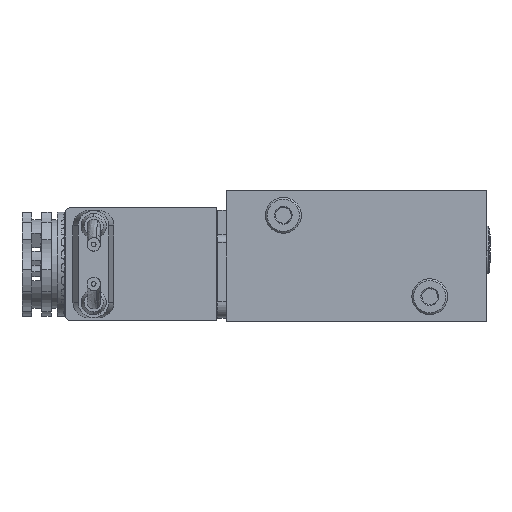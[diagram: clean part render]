
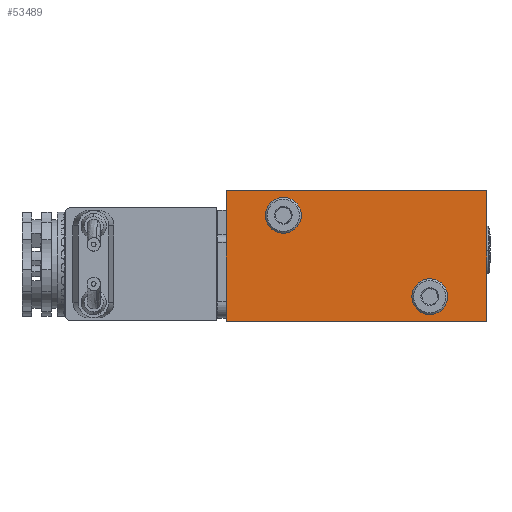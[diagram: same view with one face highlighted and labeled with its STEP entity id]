
A CAD part, left-side view. The second image highlights one B-rep face of the part: STEP entity #53489.
In plain terms, the highlighted planar face has unit normal (-1, 0, 0).
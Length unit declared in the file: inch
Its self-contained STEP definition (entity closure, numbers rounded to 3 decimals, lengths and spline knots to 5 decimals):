
#23 = DIRECTION ( 'NONE',  ( 1., 0., 0. ) ) ;
#809 = DIRECTION ( 'NONE',  ( 0., 0., 1. ) ) ;
#1780 = AXIS2_PLACEMENT_3D ( 'NONE', #33360, #13470, #84364 ) ;
#3344 = DIRECTION ( 'NONE',  ( 1., 0., 0. ) ) ;
#3698 = CARTESIAN_POINT ( 'NONE',  ( -2.63737, 1.73189, 2.86021 ) ) ;
#3752 = ORIENTED_EDGE ( 'NONE', *, *, #5096, .F. ) ;
#4075 = VECTOR ( 'NONE', #60383, 39.37008 ) ;
#5096 = EDGE_CURVE ( 'NONE', #70531, #44170, #10405, .T. ) ;
#5466 = LINE ( 'NONE', #109123, #116205 ) ;
#8467 = CARTESIAN_POINT ( 'NONE',  ( -2.63737, 0.60689, 2.48324 ) ) ;
#8624 = CARTESIAN_POINT ( 'NONE',  ( -2.63737, 0.60689, 2.23521 ) ) ;
#10405 = LINE ( 'NONE', #21033, #4075 ) ;
#10617 = VERTEX_POINT ( 'NONE', #3698 ) ;
#12063 = EDGE_CURVE ( 'NONE', #10617, #18388, #98380, .T. ) ;
#12563 = VERTEX_POINT ( 'NONE', #8624 ) ;
#12570 = ORIENTED_EDGE ( 'NONE', *, *, #16824, .T. ) ;
#13470 = DIRECTION ( 'NONE',  ( 1., 0., 0. ) ) ;
#14054 = EDGE_LOOP ( 'NONE', ( #12570, #117709 ) ) ;
#16824 = EDGE_CURVE ( 'NONE', #65738, #12563, #99211, .T. ) ;
#18388 = VERTEX_POINT ( 'NONE', #120315 ) ;
#20605 = LINE ( 'NONE', #24632, #75982 ) ;
#21033 = CARTESIAN_POINT ( 'NONE',  ( -2.63737, 2.16939, 2.67172 ) ) ;
#21555 = DIRECTION ( 'NONE',  ( 0., 1., 0. ) ) ;
#24632 = CARTESIAN_POINT ( 'NONE',  ( -2.63737, 1.16939, 3.17172 ) ) ;
#25474 = CARTESIAN_POINT ( 'NONE',  ( -2.63737, 0.16939, 2.67172 ) ) ;
#25929 = FACE_BOUND ( 'NONE', #76906, .T. ) ;
#33360 = CARTESIAN_POINT ( 'NONE',  ( -2.63737, 0.60689, 2.35922 ) ) ;
#35954 = EDGE_CURVE ( 'NONE', #70531, #49097, #5466, .T. ) ;
#36870 = AXIS2_PLACEMENT_3D ( 'NONE', #124575, #3344, #92437 ) ;
#38950 = CARTESIAN_POINT ( 'NONE',  ( -2.63737, 2.16939, 2.17172 ) ) ;
#44170 = VERTEX_POINT ( 'NONE', #49702 ) ;
#45426 = CIRCLE ( 'NONE', #56739, 0.12402 ) ;
#45985 = EDGE_CURVE ( 'NONE', #119883, #44170, #20605, .T. ) ;
#48099 = DIRECTION ( 'NONE',  ( -1., 0., 0. ) ) ;
#48219 = CARTESIAN_POINT ( 'NONE',  ( -2.63737, 0.16939, 2.17172 ) ) ;
#49097 = VERTEX_POINT ( 'NONE', #48219 ) ;
#49702 = CARTESIAN_POINT ( 'NONE',  ( -2.63737, 2.16939, 3.17172 ) ) ;
#50005 = VECTOR ( 'NONE', #109462, 39.37008 ) ;
#53134 = EDGE_CURVE ( 'NONE', #18388, #10617, #88017, .T. ) ;
#53489 = ADVANCED_FACE ( 'NONE', ( #25929, #63821, #60686 ), #88462, .T. ) ;
#56739 = AXIS2_PLACEMENT_3D ( 'NONE', #71292, #23, #121688 ) ;
#59467 = ORIENTED_EDGE ( 'NONE', *, *, #129282, .T. ) ;
#60383 = DIRECTION ( 'NONE',  ( 0., 0., 1. ) ) ;
#60686 = FACE_OUTER_BOUND ( 'NONE', #99045, .T. ) ;
#61378 = DIRECTION ( 'NONE',  ( 1., 0., 0. ) ) ;
#63821 = FACE_BOUND ( 'NONE', #14054, .T. ) ;
#65738 = VERTEX_POINT ( 'NONE', #8467 ) ;
#66961 = ORIENTED_EDGE ( 'NONE', *, *, #53134, .T. ) ;
#68496 = AXIS2_PLACEMENT_3D ( 'NONE', #128974, #48099, #98217 ) ;
#70531 = VERTEX_POINT ( 'NONE', #38950 ) ;
#71292 = CARTESIAN_POINT ( 'NONE',  ( -2.63737, 0.60689, 2.35922 ) ) ;
#75292 = LINE ( 'NONE', #25474, #50005 ) ;
#75982 = VECTOR ( 'NONE', #21555, 39.37008 ) ;
#76906 = EDGE_LOOP ( 'NONE', ( #66961, #115940 ) ) ;
#82932 = AXIS2_PLACEMENT_3D ( 'NONE', #122035, #61378, #809 ) ;
#84364 = DIRECTION ( 'NONE',  ( 0., 0., 1. ) ) ;
#85055 = ORIENTED_EDGE ( 'NONE', *, *, #45985, .T. ) ;
#88017 = CIRCLE ( 'NONE', #82932, 0.12402 ) ;
#88462 = PLANE ( 'NONE',  #68496 ) ;
#92437 = DIRECTION ( 'NONE',  ( 0., 0., 1. ) ) ;
#96489 = EDGE_CURVE ( 'NONE', #12563, #65738, #45426, .T. ) ;
#97554 = CARTESIAN_POINT ( 'NONE',  ( -2.63737, 0.16939, 3.17172 ) ) ;
#98217 = DIRECTION ( 'NONE',  ( 0., 0., 1. ) ) ;
#98380 = CIRCLE ( 'NONE', #36870, 0.12402 ) ;
#99045 = EDGE_LOOP ( 'NONE', ( #85055, #3752, #121975, #59467 ) ) ;
#99211 = CIRCLE ( 'NONE', #1780, 0.12402 ) ;
#109123 = CARTESIAN_POINT ( 'NONE',  ( -2.63737, 1.16939, 2.17172 ) ) ;
#109462 = DIRECTION ( 'NONE',  ( 0., 0., 1. ) ) ;
#115940 = ORIENTED_EDGE ( 'NONE', *, *, #12063, .T. ) ;
#116205 = VECTOR ( 'NONE', #120650, 39.37008 ) ;
#117709 = ORIENTED_EDGE ( 'NONE', *, *, #96489, .T. ) ;
#119883 = VERTEX_POINT ( 'NONE', #97554 ) ;
#120315 = CARTESIAN_POINT ( 'NONE',  ( -2.63737, 1.73189, 3.10824 ) ) ;
#120650 = DIRECTION ( 'NONE',  ( 0., -1., 0. ) ) ;
#121688 = DIRECTION ( 'NONE',  ( 0., 0., 1. ) ) ;
#121975 = ORIENTED_EDGE ( 'NONE', *, *, #35954, .T. ) ;
#122035 = CARTESIAN_POINT ( 'NONE',  ( -2.63737, 1.73189, 2.98422 ) ) ;
#124575 = CARTESIAN_POINT ( 'NONE',  ( -2.63737, 1.73189, 2.98422 ) ) ;
#128974 = CARTESIAN_POINT ( 'NONE',  ( -2.63737, 0.16939, 2.17172 ) ) ;
#129282 = EDGE_CURVE ( 'NONE', #49097, #119883, #75292, .T. ) ;
